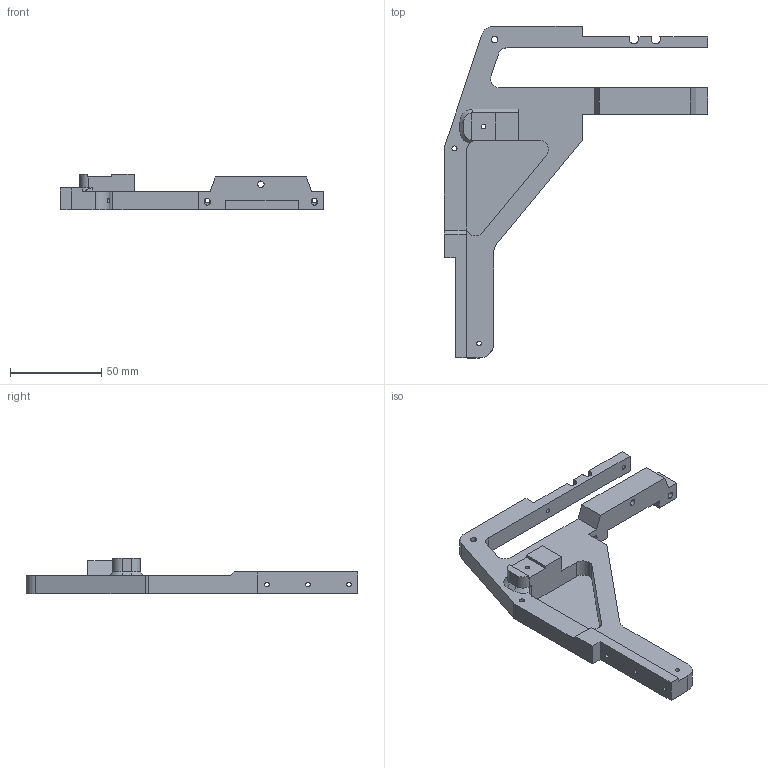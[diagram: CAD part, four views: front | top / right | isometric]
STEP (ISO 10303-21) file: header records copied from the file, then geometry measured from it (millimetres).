
FILE_DESCRIPTION (( 'STEP AP203' ), '1' );
FILE_NAME ('build platform-NW.STEP', '2018-05-17T18:01:49', ( '' ), ( '' ), 'SwSTEP 2.0', 'SolidWorks 2018', '' );
FILE_SCHEMA (( 'CONFIG_CONTROL_DESIGN' ));
Length unit declared in the file: millimetre
Products named in the file (1): build platform-NW
Bounding box: 144.4 x 182.21 x 19.5 mm (x, y, z)
Volume: 79109.2 mm3; surface area: 30475.3 mm2
Topology: 1 solids, 1 shells, 102 faces, 284 edges, 188 vertices
Faces by surface type: plane 51, cylinder 49, cone 2
Entity records: 3460 total; most frequent: CARTESIAN_POINT 623, DIRECTION 586, ORIENTED_EDGE 568, EDGE_CURVE 284, AXIS2_PLACEMENT_3D 203, VERTEX_POINT 188, VECTOR 180, LINE 180
